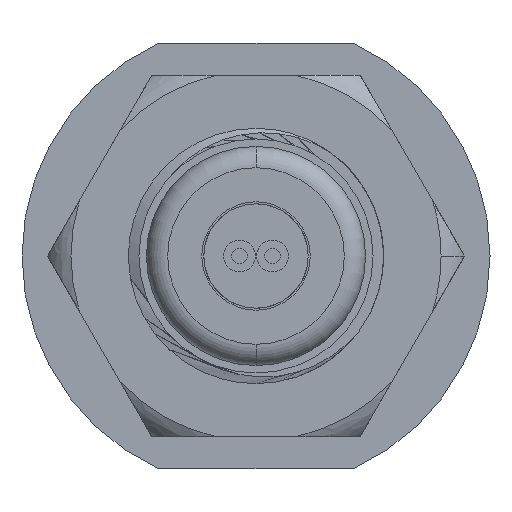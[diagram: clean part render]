
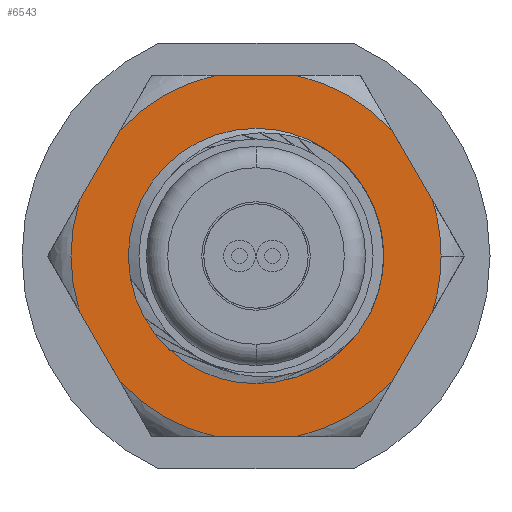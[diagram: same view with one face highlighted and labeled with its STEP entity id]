
A CAD part, front view. The second image highlights one B-rep face of the part: STEP entity #6543.
In plain terms, the highlighted face is planar.
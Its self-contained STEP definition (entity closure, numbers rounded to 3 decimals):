
#178 = EDGE_CURVE ( 'NONE', #3972, #1376, #7056, .T. ) ;
#205 = PLANE ( 'NONE',  #12351 ) ;
#449 = CARTESIAN_POINT ( 'NONE',  ( 0., 0., 5.5 ) ) ;
#462 = CARTESIAN_POINT ( 'NONE',  ( 4.9, 8.487, 5.5 ) ) ;
#487 = ORIENTED_EDGE ( 'NONE', *, *, #14905, .T. ) ;
#1107 = EDGE_CURVE ( 'NONE', #10219, #1108, #1169, .T. ) ;
#1108 = VERTEX_POINT ( 'NONE', #4443 ) ;
#1169 = LINE ( 'NONE', #5603, #2276 ) ;
#1221 = DIRECTION ( 'NONE',  ( 0., 0., 1. ) ) ;
#1335 = DIRECTION ( 'NONE',  ( -1., 0., 0. ) ) ;
#1376 = VERTEX_POINT ( 'NONE', #13429 ) ;
#1490 = ORIENTED_EDGE ( 'NONE', *, *, #4891, .F. ) ;
#1613 = DIRECTION ( 'NONE',  ( 0.5, -0.866, 0. ) ) ;
#1736 = CARTESIAN_POINT ( 'NONE',  ( 9.8, 0., 5.5 ) ) ;
#1897 = DIRECTION ( 'NONE',  ( -1., 0., 0. ) ) ;
#2006 = CIRCLE ( 'NONE', #7429, 5.75 ) ;
#2066 = EDGE_CURVE ( 'NONE', #12044, #8138, #5510, .T. ) ;
#2275 = CARTESIAN_POINT ( 'NONE',  ( 8.307, -2.587, 5.5 ) ) ;
#2276 = VECTOR ( 'NONE', #10289, 1000. ) ;
#2368 = FACE_OUTER_BOUND ( 'NONE', #14925, .T. ) ;
#2374 = DIRECTION ( 'NONE',  ( -1., 0., 0. ) ) ;
#2476 = ORIENTED_EDGE ( 'NONE', *, *, #6722, .F. ) ;
#2507 = VECTOR ( 'NONE', #13311, 1000. ) ;
#2720 = ORIENTED_EDGE ( 'NONE', *, *, #1107, .F. ) ;
#2839 = EDGE_CURVE ( 'NONE', #9356, #13757, #10004, .T. ) ;
#3028 = EDGE_CURVE ( 'NONE', #8945, #5833, #6929, .T. ) ;
#3087 = CARTESIAN_POINT ( 'NONE',  ( -1.913, 8.487, 5.5 ) ) ;
#3262 = CIRCLE ( 'NONE', #13832, 8.7 ) ;
#3290 = EDGE_LOOP ( 'NONE', ( #11625, #15050 ) ) ;
#3355 = ORIENTED_EDGE ( 'NONE', *, *, #2066, .F. ) ;
#3418 = DIRECTION ( 'NONE',  ( -1., 0., 0. ) ) ;
#3635 = AXIS2_PLACEMENT_3D ( 'NONE', #13060, #11910, #1335 ) ;
#3711 = VERTEX_POINT ( 'NONE', #4880 ) ;
#3743 = AXIS2_PLACEMENT_3D ( 'NONE', #4693, #14103, #2374 ) ;
#3972 = VERTEX_POINT ( 'NONE', #14988 ) ;
#4236 = CIRCLE ( 'NONE', #3743, 8.7 ) ;
#4443 = CARTESIAN_POINT ( 'NONE',  ( -1.913, -8.487, 5.5 ) ) ;
#4590 = CARTESIAN_POINT ( 'NONE',  ( -8.307, 2.587, 5.5 ) ) ;
#4693 = CARTESIAN_POINT ( 'NONE',  ( 0., 0., 5.5 ) ) ;
#4710 = LINE ( 'NONE', #462, #7677 ) ;
#4880 = CARTESIAN_POINT ( 'NONE',  ( 6.393, -5.9, 5.5 ) ) ;
#4891 = EDGE_CURVE ( 'NONE', #5382, #3711, #14795, .T. ) ;
#5141 = EDGE_CURVE ( 'NONE', #5417, #8138, #6605, .T. ) ;
#5165 = DIRECTION ( 'NONE',  ( -0.5, -0.866, 0. ) ) ;
#5175 = DIRECTION ( 'NONE',  ( 0., 0., 1. ) ) ;
#5341 = ORIENTED_EDGE ( 'NONE', *, *, #9175, .T. ) ;
#5378 = AXIS2_PLACEMENT_3D ( 'NONE', #9136, #7746, #15081 ) ;
#5382 = VERTEX_POINT ( 'NONE', #2275 ) ;
#5417 = VERTEX_POINT ( 'NONE', #4590 ) ;
#5501 = ORIENTED_EDGE ( 'NONE', *, *, #10739, .T. ) ;
#5510 = LINE ( 'NONE', #7669, #11483 ) ;
#5603 = CARTESIAN_POINT ( 'NONE',  ( 4.9, -8.487, 5.5 ) ) ;
#5666 = CARTESIAN_POINT ( 'NONE',  ( -8.307, -2.587, 5.5 ) ) ;
#5705 = CARTESIAN_POINT ( 'NONE',  ( 0., 0., 5.5 ) ) ;
#5772 = DIRECTION ( 'NONE',  ( 1., 0., 0. ) ) ;
#5833 = VERTEX_POINT ( 'NONE', #10031 ) ;
#6335 = EDGE_CURVE ( 'NONE', #12044, #1108, #3262, .T. ) ;
#6346 = CARTESIAN_POINT ( 'NONE',  ( 1.913, -8.487, 5.5 ) ) ;
#6408 = CARTESIAN_POINT ( 'NONE',  ( -9.8, 0., 5.5 ) ) ;
#6487 = VERTEX_POINT ( 'NONE', #12011 ) ;
#6543 = ADVANCED_FACE ( 'NONE', ( #9466, #2368 ), #205, .F. ) ;
#6605 = CIRCLE ( 'NONE', #8293, 8.7 ) ;
#6722 = EDGE_CURVE ( 'NONE', #5417, #6487, #11152, .T. ) ;
#6873 = ORIENTED_EDGE ( 'NONE', *, *, #5141, .T. ) ;
#6929 = LINE ( 'NONE', #12619, #7075 ) ;
#7056 = CIRCLE ( 'NONE', #9032, 8.7 ) ;
#7058 = AXIS2_PLACEMENT_3D ( 'NONE', #9264, #1221, #3418 ) ;
#7075 = VECTOR ( 'NONE', #5772, 1000. ) ;
#7429 = AXIS2_PLACEMENT_3D ( 'NONE', #12943, #15224, #8028 ) ;
#7559 = AXIS2_PLACEMENT_3D ( 'NONE', #13091, #13165, #14344 ) ;
#7669 = CARTESIAN_POINT ( 'NONE',  ( -4.9, -8.487, 5.5 ) ) ;
#7677 = VECTOR ( 'NONE', #1613, 1000. ) ;
#7746 = DIRECTION ( 'NONE',  ( 0., 0., 1. ) ) ;
#8028 = DIRECTION ( 'NONE',  ( -1., 0., 0. ) ) ;
#8138 = VERTEX_POINT ( 'NONE', #5666 ) ;
#8293 = AXIS2_PLACEMENT_3D ( 'NONE', #13845, #10363, #1897 ) ;
#8338 = ORIENTED_EDGE ( 'NONE', *, *, #3028, .F. ) ;
#8465 = DIRECTION ( 'NONE',  ( 0., 0., -1. ) ) ;
#8478 = ORIENTED_EDGE ( 'NONE', *, *, #6335, .T. ) ;
#8880 = CARTESIAN_POINT ( 'NONE',  ( -5.75, 0., 5.5 ) ) ;
#8926 = ORIENTED_EDGE ( 'NONE', *, *, #10183, .F. ) ;
#8945 = VERTEX_POINT ( 'NONE', #3087 ) ;
#9032 = AXIS2_PLACEMENT_3D ( 'NONE', #449, #5175, #10689 ) ;
#9136 = CARTESIAN_POINT ( 'NONE',  ( 0., 0., 5.5 ) ) ;
#9175 = EDGE_CURVE ( 'NONE', #8945, #6487, #11998, .T. ) ;
#9262 = VERTEX_POINT ( 'NONE', #13292 ) ;
#9264 = CARTESIAN_POINT ( 'NONE',  ( 0., 0., 5.5 ) ) ;
#9356 = VERTEX_POINT ( 'NONE', #9839 ) ;
#9466 = FACE_BOUND ( 'NONE', #3290, .T. ) ;
#9528 = VECTOR ( 'NONE', #5165, 1000. ) ;
#9839 = CARTESIAN_POINT ( 'NONE',  ( 5.75, 0., 5.5 ) ) ;
#10004 = CIRCLE ( 'NONE', #7559, 5.75 ) ;
#10031 = CARTESIAN_POINT ( 'NONE',  ( 1.913, 8.487, 5.5 ) ) ;
#10104 = EDGE_CURVE ( 'NONE', #13757, #9356, #2006, .T. ) ;
#10183 = EDGE_CURVE ( 'NONE', #9262, #1376, #4710, .T. ) ;
#10219 = VERTEX_POINT ( 'NONE', #6346 ) ;
#10289 = DIRECTION ( 'NONE',  ( -1., 0., 0. ) ) ;
#10363 = DIRECTION ( 'NONE',  ( 0., 0., 1. ) ) ;
#10689 = DIRECTION ( 'NONE',  ( -1., 0., 0. ) ) ;
#10739 = EDGE_CURVE ( 'NONE', #9262, #5833, #4236, .T. ) ;
#11094 = ORIENTED_EDGE ( 'NONE', *, *, #178, .T. ) ;
#11152 = LINE ( 'NONE', #6408, #2507 ) ;
#11243 = CIRCLE ( 'NONE', #7058, 8.7 ) ;
#11483 = VECTOR ( 'NONE', #12280, 1000. ) ;
#11625 = ORIENTED_EDGE ( 'NONE', *, *, #10104, .T. ) ;
#11771 = CARTESIAN_POINT ( 'NONE',  ( 0., 0., 5.5 ) ) ;
#11773 = EDGE_CURVE ( 'NONE', #5382, #3972, #11243, .T. ) ;
#11910 = DIRECTION ( 'NONE',  ( 0., 0., 1. ) ) ;
#11926 = CARTESIAN_POINT ( 'NONE',  ( -6.393, -5.9, 5.5 ) ) ;
#11998 = CIRCLE ( 'NONE', #3635, 8.7 ) ;
#12009 = CIRCLE ( 'NONE', #5378, 8.7 ) ;
#12011 = CARTESIAN_POINT ( 'NONE',  ( -6.393, 5.9, 5.5 ) ) ;
#12044 = VERTEX_POINT ( 'NONE', #11926 ) ;
#12280 = DIRECTION ( 'NONE',  ( -0.5, 0.866, 0. ) ) ;
#12351 = AXIS2_PLACEMENT_3D ( 'NONE', #11771, #8465, #14099 ) ;
#12619 = CARTESIAN_POINT ( 'NONE',  ( -4.9, 8.487, 5.5 ) ) ;
#12692 = DIRECTION ( 'NONE',  ( 0., 0., 1. ) ) ;
#12943 = CARTESIAN_POINT ( 'NONE',  ( 0., 0., 5.5 ) ) ;
#13060 = CARTESIAN_POINT ( 'NONE',  ( 0., 0., 5.5 ) ) ;
#13091 = CARTESIAN_POINT ( 'NONE',  ( 0., 0., 5.5 ) ) ;
#13165 = DIRECTION ( 'NONE',  ( 0., 0., -1. ) ) ;
#13292 = CARTESIAN_POINT ( 'NONE',  ( 6.393, 5.9, 5.5 ) ) ;
#13311 = DIRECTION ( 'NONE',  ( 0.5, 0.866, 0. ) ) ;
#13429 = CARTESIAN_POINT ( 'NONE',  ( 8.307, 2.587, 5.5 ) ) ;
#13757 = VERTEX_POINT ( 'NONE', #8880 ) ;
#13832 = AXIS2_PLACEMENT_3D ( 'NONE', #5705, #12692, #14017 ) ;
#13845 = CARTESIAN_POINT ( 'NONE',  ( 0., 0., 5.5 ) ) ;
#14017 = DIRECTION ( 'NONE',  ( -1., 0., 0. ) ) ;
#14099 = DIRECTION ( 'NONE',  ( 0., -1., 0. ) ) ;
#14103 = DIRECTION ( 'NONE',  ( 0., 0., 1. ) ) ;
#14344 = DIRECTION ( 'NONE',  ( -1., 0., 0. ) ) ;
#14795 = LINE ( 'NONE', #1736, #9528 ) ;
#14905 = EDGE_CURVE ( 'NONE', #10219, #3711, #12009, .T. ) ;
#14925 = EDGE_LOOP ( 'NONE', ( #3355, #8478, #2720, #487, #1490, #15138, #11094, #8926, #5501, #8338, #5341, #2476, #6873 ) ) ;
#14988 = CARTESIAN_POINT ( 'NONE',  ( 8.7, 0., 5.5 ) ) ;
#15050 = ORIENTED_EDGE ( 'NONE', *, *, #2839, .T. ) ;
#15081 = DIRECTION ( 'NONE',  ( -1., 0., 0. ) ) ;
#15138 = ORIENTED_EDGE ( 'NONE', *, *, #11773, .T. ) ;
#15224 = DIRECTION ( 'NONE',  ( 0., 0., -1. ) ) ;
